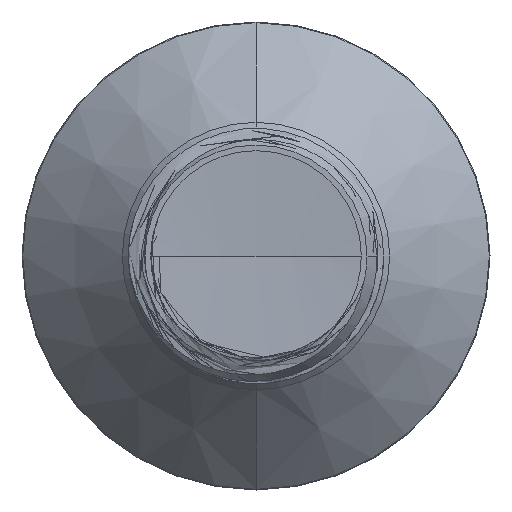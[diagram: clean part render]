
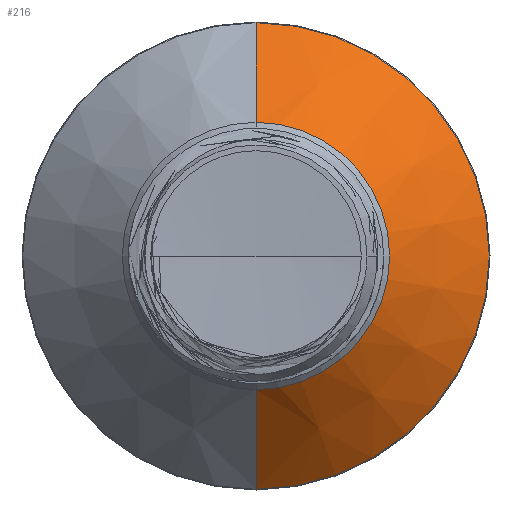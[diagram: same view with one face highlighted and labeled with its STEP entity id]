
A CAD part, front view. The second image highlights one B-rep face of the part: STEP entity #216.
In plain terms, the highlighted conical face has half-angle 45 degrees and reference radius 3.141 mm.
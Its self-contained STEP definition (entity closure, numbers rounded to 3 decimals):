
#216 = ADVANCED_FACE ( 'NONE', ( #1667 ), #18474, .T. ) ;
#597 = ORIENTED_EDGE ( 'NONE', *, *, #25666, .T. ) ;
#687 = VERTEX_POINT ( 'NONE', #16704 ) ;
#1406 = CIRCLE ( 'NONE', #17915, 5.483 ) ;
#1667 = FACE_OUTER_BOUND ( 'NONE', #10821, .T. ) ;
#2138 = DIRECTION ( 'NONE',  ( 0., 1., 0. ) ) ;
#2195 = DIRECTION ( 'NONE',  ( 0., 0., 1. ) ) ;
#2229 = DIRECTION ( 'NONE',  ( 0., 1., 0. ) ) ;
#2283 = CARTESIAN_POINT ( 'NONE',  ( 0., 23.81, 0. ) ) ;
#2561 = DIRECTION ( 'NONE',  ( 0., 0., 1. ) ) ;
#3055 = DIRECTION ( 'NONE',  ( 0., 0.707, -0.707 ) ) ;
#3286 = CARTESIAN_POINT ( 'NONE',  ( 0., 21.469, -3.141 ) ) ;
#10149 = ORIENTED_EDGE ( 'NONE', *, *, #21005, .F. ) ;
#10821 = EDGE_LOOP ( 'NONE', ( #36701, #597, #10149, #19707 ) ) ;
#11304 = CARTESIAN_POINT ( 'NONE',  ( 0., 23.81, -5.483 ) ) ;
#13769 = VECTOR ( 'NONE', #27231, 1000. ) ;
#16704 = CARTESIAN_POINT ( 'NONE',  ( 0., 21.469, -3.141 ) ) ;
#17034 = VECTOR ( 'NONE', #3055, 1000. ) ;
#17915 = AXIS2_PLACEMENT_3D ( 'NONE', #2283, #2229, #2195 ) ;
#18474 = CONICAL_SURFACE ( 'NONE', #35003, 3.141, 0.785 ) ;
#18606 = EDGE_CURVE ( 'NONE', #38151, #30842, #23252, .T. ) ;
#18877 = DIRECTION ( 'NONE',  ( 0., 1., 0. ) ) ;
#19707 = ORIENTED_EDGE ( 'NONE', *, *, #18606, .F. ) ;
#21005 = EDGE_CURVE ( 'NONE', #30842, #21895, #1406, .T. ) ;
#21895 = VERTEX_POINT ( 'NONE', #11304 ) ;
#23034 = CARTESIAN_POINT ( 'NONE',  ( 0., 21.469, 0. ) ) ;
#23252 = LINE ( 'NONE', #29305, #13769 ) ;
#25666 = EDGE_CURVE ( 'NONE', #687, #21895, #27457, .T. ) ;
#27231 = DIRECTION ( 'NONE',  ( 0., 0.707, 0.707 ) ) ;
#27457 = LINE ( 'NONE', #3286, #17034 ) ;
#27996 = EDGE_CURVE ( 'NONE', #38151, #687, #40211, .T. ) ;
#29305 = CARTESIAN_POINT ( 'NONE',  ( 0., 21.469, 3.141 ) ) ;
#30842 = VERTEX_POINT ( 'NONE', #35434 ) ;
#31838 = AXIS2_PLACEMENT_3D ( 'NONE', #39071, #18877, #42197 ) ;
#32268 = CARTESIAN_POINT ( 'NONE',  ( 0., 21.469, 3.141 ) ) ;
#35003 = AXIS2_PLACEMENT_3D ( 'NONE', #23034, #2138, #2561 ) ;
#35434 = CARTESIAN_POINT ( 'NONE',  ( 0., 23.81, 5.483 ) ) ;
#36701 = ORIENTED_EDGE ( 'NONE', *, *, #27996, .T. ) ;
#38151 = VERTEX_POINT ( 'NONE', #32268 ) ;
#39071 = CARTESIAN_POINT ( 'NONE',  ( 0., 21.469, 0. ) ) ;
#40211 = CIRCLE ( 'NONE', #31838, 3.141 ) ;
#42197 = DIRECTION ( 'NONE',  ( 0., 0., 1. ) ) ;
